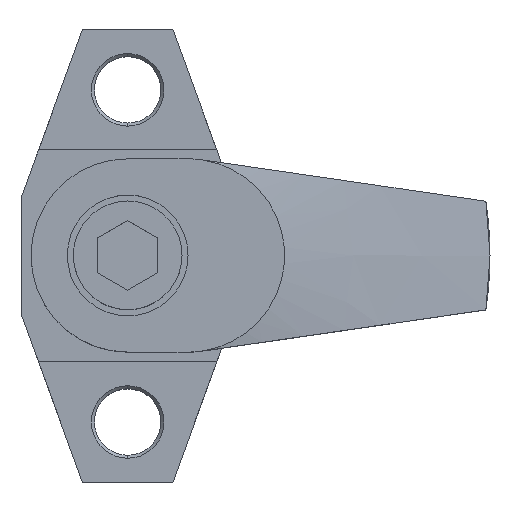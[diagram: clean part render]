
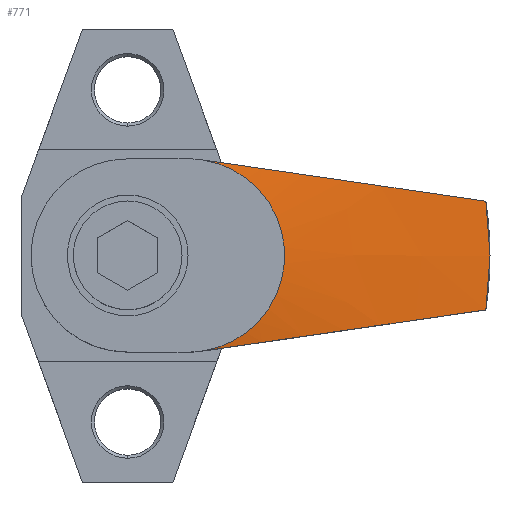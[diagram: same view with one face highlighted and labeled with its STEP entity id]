
A CAD part, top view. The second image highlights one B-rep face of the part: STEP entity #771.
In plain terms, the highlighted conical face has half-angle 79.992 degrees and reference radius 68.932 mm.
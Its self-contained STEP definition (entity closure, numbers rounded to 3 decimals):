
#116 = CARTESIAN_POINT ( 'NONE',  ( 33.953, -12.687, 55.044 ) ) ;
#173 = B_SPLINE_CURVE_WITH_KNOTS ( 'NONE', 3,
 ( #1941, #1413, #2189, #1215, #1383, #438, #1228, #1972, #253, #1012, #281, #674, #1581, #1763 ),
 .UNSPECIFIED., .F., .F.,
 ( 4, 2, 2, 2, 2, 2, 4 ),
 ( 0., 0.006, 0.012, 0.018, 0.024, 0.036, 0.048 ),
 .UNSPECIFIED. ) ;
#236 = CARTESIAN_POINT ( 'NONE',  ( 59.321, -9., 50.976 ) ) ;
#253 = CARTESIAN_POINT ( 'NONE',  ( 33.939, 12.689, 55.046 ) ) ;
#268 = CARTESIAN_POINT ( 'NONE',  ( 26.121, -13.825, 56.086 ) ) ;
#281 = CARTESIAN_POINT ( 'NONE',  ( 43.713, 11.268, 53.557 ) ) ;
#384 = CARTESIAN_POINT ( 'NONE',  ( 12.301, 15.834, 57. ) ) ;
#404 = AXIS2_PLACEMENT_3D ( 'NONE', #466, #447, #1755 ) ;
#438 = CARTESIAN_POINT ( 'NONE',  ( 26.098, 13.829, 56.089 ) ) ;
#447 = DIRECTION ( 'NONE',  ( 0., 0., -1. ) ) ;
#456 = VERTEX_POINT ( 'NONE', #1537 ) ;
#466 = CARTESIAN_POINT ( 'NONE',  ( 10., 0., 47.659 ) ) ;
#477 = B_SPLINE_CURVE_WITH_KNOTS ( 'NONE', 3,
 ( #943, #2288, #1723, #2077 ),
 .UNSPECIFIED., .F., .F.,
 ( 4, 4 ),
 ( 0.009, 0.018 ),
 .UNSPECIFIED. ) ;
#487 = CARTESIAN_POINT ( 'NONE',  ( 12.301, -15.834, 57. ) ) ;
#615 = EDGE_CURVE ( 'NONE', #1594, #1186, #477, .T. ) ;
#651 = B_SPLINE_CURVE_WITH_KNOTS ( 'NONE', 3,
 ( #236, #1750, #813, #1775, #1054, #116, #1038, #1788, #268, #2381, #2174, #1628, #867, #487 ),
 .UNSPECIFIED., .F., .F.,
 ( 4, 2, 2, 2, 2, 2, 4 ),
 ( 0., 0.012, 0.024, 0.03, 0.036, 0.042, 0.048 ),
 .UNSPECIFIED. ) ;
#674 = CARTESIAN_POINT ( 'NONE',  ( 51.52, 10.134, 52.287 ) ) ;
#724 = CARTESIAN_POINT ( 'NONE',  ( 60., 3., 51. ) ) ;
#738 = ORIENTED_EDGE ( 'NONE', *, *, #615, .F. ) ;
#764 = DIRECTION ( 'NONE',  ( -1., 0., 0. ) ) ;
#771 = ADVANCED_FACE ( 'NONE', ( #2111 ), #1481, .T. ) ;
#813 = CARTESIAN_POINT ( 'NONE',  ( 51.523, -10.133, 52.286 ) ) ;
#855 = ORIENTED_EDGE ( 'NONE', *, *, #1703, .F. ) ;
#867 = CARTESIAN_POINT ( 'NONE',  ( 14.292, -15.544, 57. ) ) ;
#904 = CARTESIAN_POINT ( 'NONE',  ( 59.321, 9., 50.976 ) ) ;
#943 = CARTESIAN_POINT ( 'NONE',  ( 60., 0., 51. ) ) ;
#994 = VERTEX_POINT ( 'NONE', #384 ) ;
#1012 = CARTESIAN_POINT ( 'NONE',  ( 39.807, 11.836, 54.177 ) ) ;
#1038 = CARTESIAN_POINT ( 'NONE',  ( 31.997, -12.971, 55.323 ) ) ;
#1054 = CARTESIAN_POINT ( 'NONE',  ( 39.816, -11.835, 54.176 ) ) ;
#1186 = VERTEX_POINT ( 'NONE', #1414 ) ;
#1215 = CARTESIAN_POINT ( 'NONE',  ( 20.2, 14.686, 56.685 ) ) ;
#1228 = CARTESIAN_POINT ( 'NONE',  ( 28.061, 13.543, 55.847 ) ) ;
#1277 = EDGE_LOOP ( 'NONE', ( #2128, #1361, #738, #1765, #855 ) ) ;
#1361 = ORIENTED_EDGE ( 'NONE', *, *, #1644, .F. ) ;
#1383 = CARTESIAN_POINT ( 'NONE',  ( 22.167, 14.4, 56.509 ) ) ;
#1413 = CARTESIAN_POINT ( 'NONE',  ( 14.282, 15.546, 57. ) ) ;
#1414 = CARTESIAN_POINT ( 'NONE',  ( 59.321, -9., 50.976 ) ) ;
#1481 = CONICAL_SURFACE ( 'NONE', #404, 68.932, 1.396 ) ;
#1517 = CARTESIAN_POINT ( 'NONE',  ( 10., 0., 57. ) ) ;
#1537 = CARTESIAN_POINT ( 'NONE',  ( 12.301, -15.834, 57. ) ) ;
#1581 = CARTESIAN_POINT ( 'NONE',  ( 55.421, 9.567, 51.635 ) ) ;
#1594 = VERTEX_POINT ( 'NONE', #1916 ) ;
#1628 = CARTESIAN_POINT ( 'NONE',  ( 16.274, -15.256, 56.931 ) ) ;
#1644 = EDGE_CURVE ( 'NONE', #1186, #456, #651, .T. ) ;
#1668 = B_SPLINE_CURVE_WITH_KNOTS ( 'NONE', 3,
 ( #904, #2241, #724, #1862 ),
 .UNSPECIFIED., .F., .F.,
 ( 4, 4 ),
 ( 0., 0.009 ),
 .UNSPECIFIED. ) ;
#1703 = EDGE_CURVE ( 'NONE', #994, #1717, #173, .T. ) ;
#1717 = VERTEX_POINT ( 'NONE', #2417 ) ;
#1723 = CARTESIAN_POINT ( 'NONE',  ( 59.776, -6., 50.992 ) ) ;
#1750 = CARTESIAN_POINT ( 'NONE',  ( 55.423, -9.567, 51.635 ) ) ;
#1755 = DIRECTION ( 'NONE',  ( -1., 0., 0. ) ) ;
#1763 = CARTESIAN_POINT ( 'NONE',  ( 59.321, 9., 50.976 ) ) ;
#1765 = ORIENTED_EDGE ( 'NONE', *, *, #1795, .F. ) ;
#1775 = CARTESIAN_POINT ( 'NONE',  ( 43.72, -11.267, 53.556 ) ) ;
#1788 = CARTESIAN_POINT ( 'NONE',  ( 28.081, -13.54, 55.844 ) ) ;
#1795 = EDGE_CURVE ( 'NONE', #1717, #1594, #1668, .T. ) ;
#1802 = AXIS2_PLACEMENT_3D ( 'NONE', #1517, #2451, #764 ) ;
#1862 = CARTESIAN_POINT ( 'NONE',  ( 60., 0., 51. ) ) ;
#1880 = EDGE_CURVE ( 'NONE', #994, #456, #2270, .T. ) ;
#1916 = CARTESIAN_POINT ( 'NONE',  ( 60., 0., 51. ) ) ;
#1941 = CARTESIAN_POINT ( 'NONE',  ( 12.301, 15.834, 57. ) ) ;
#1972 = CARTESIAN_POINT ( 'NONE',  ( 31.982, 12.973, 55.325 ) ) ;
#2077 = CARTESIAN_POINT ( 'NONE',  ( 59.321, -9., 50.976 ) ) ;
#2111 = FACE_OUTER_BOUND ( 'NONE', #1277, .T. ) ;
#2128 = ORIENTED_EDGE ( 'NONE', *, *, #1880, .T. ) ;
#2174 = CARTESIAN_POINT ( 'NONE',  ( 20.224, -14.682, 56.684 ) ) ;
#2189 = CARTESIAN_POINT ( 'NONE',  ( 16.257, 15.259, 56.932 ) ) ;
#2241 = CARTESIAN_POINT ( 'NONE',  ( 59.776, 6., 50.992 ) ) ;
#2270 = CIRCLE ( 'NONE', #1802, 16. ) ;
#2288 = CARTESIAN_POINT ( 'NONE',  ( 60., -3., 51. ) ) ;
#2381 = CARTESIAN_POINT ( 'NONE',  ( 22.193, -14.396, 56.506 ) ) ;
#2417 = CARTESIAN_POINT ( 'NONE',  ( 59.321, 9., 50.976 ) ) ;
#2451 = DIRECTION ( 'NONE',  ( 0., 0., -1. ) ) ;
